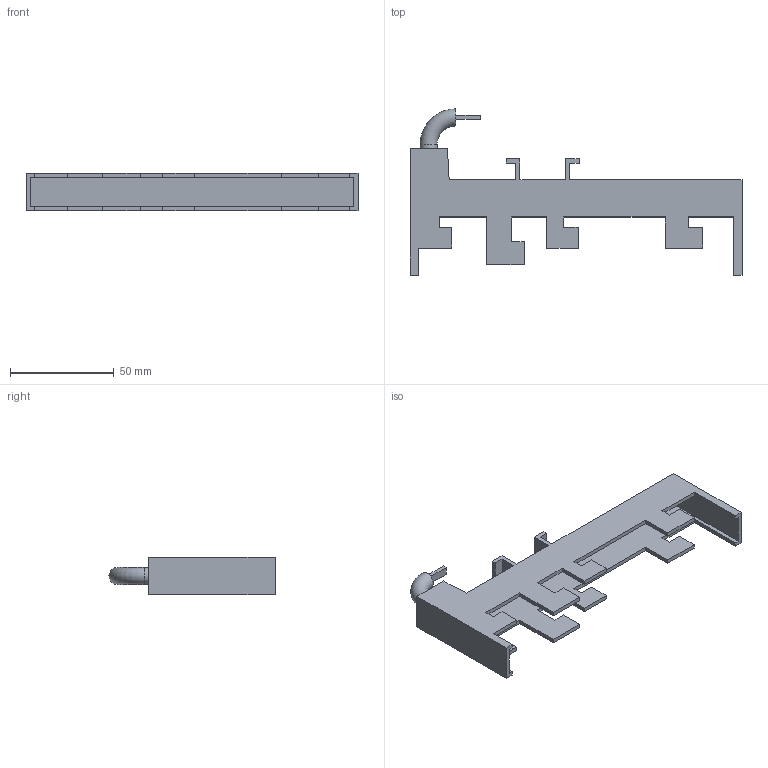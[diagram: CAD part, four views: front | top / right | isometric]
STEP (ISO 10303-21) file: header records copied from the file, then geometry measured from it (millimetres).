
FILE_DESCRIPTION((''),'2;1');
FILE_NAME('ZEI_ART_3DSTP_32630.stp','2013-06-17T11:48:18',('Alois Weiner'),(''),'Autodesk Inventor 2013','Autodesk Inventor 2013','');
FILE_SCHEMA(('AUTOMOTIVE_DESIGN { 1 0 10303 214 1 1 1 1 }'));
Length unit declared in the file: millimetre
Products named in the file (1): 32630000
Bounding box: 160 x 80.12 x 18 mm (x, y, z)
Volume: 30585.7 mm3; surface area: 27802.2 mm2
Topology: 1 solids, 1 shells, 85 faces, 242 edges, 161 vertices
Faces by surface type: plane 83, cylinder 1, torus 1
Full cylindrical faces by diameter (mm): 8.246 x1
Entity records: 2749 total; most frequent: CARTESIAN_POINT 487, ORIENTED_EDGE 480, DIRECTION 415, EDGE_CURVE 240, VECTOR 237, LINE 237, VERTEX_POINT 161, AXIS2_PLACEMENT_3D 89
